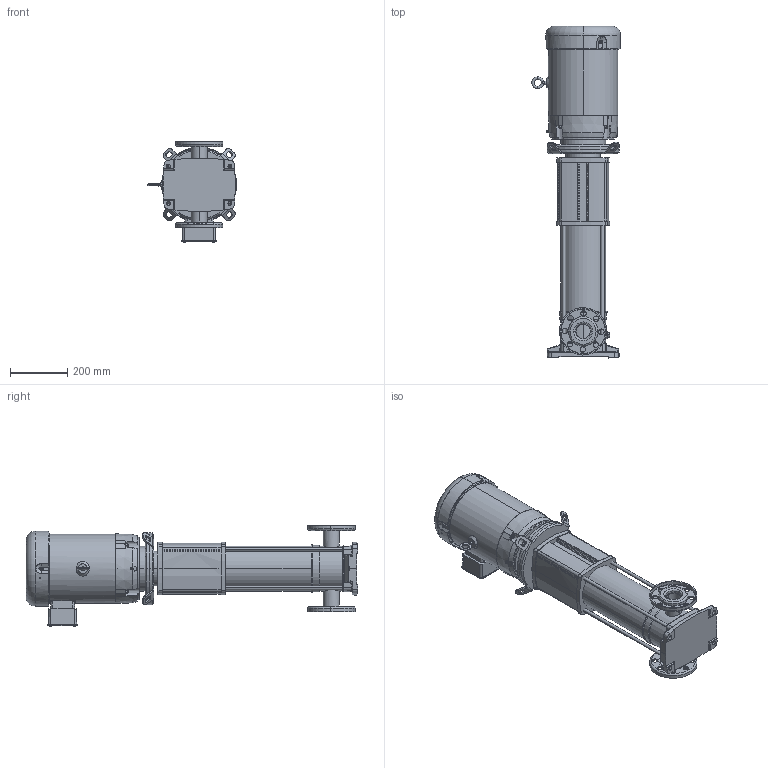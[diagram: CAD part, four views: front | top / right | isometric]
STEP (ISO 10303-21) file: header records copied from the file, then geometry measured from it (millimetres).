
FILE_DESCRIPTION (( 'STEP AP203' ), '1' );
FILE_NAME ('HELIX V80-05_460V.step', '2017-10-26T18:24:14', ( '' ), ( '' ), 'SwSTEP 2.0', 'SolidWorks 2017', '' );
FILE_SCHEMA (( 'CONFIG_CONTROL_DESIGN' ));
Length unit declared in the file: inch
Products named in the file (5): HELIX V80-05_460V; Helix Base 50-80; BALDOR NEMA V2 10HP_4; HELIX V80-05; ANSI Flange 2 IN
Assembly tree (5 placements, depth 2):
  HELIX V80-05_460V
    HELIX V80-05
    BALDOR NEMA V2 10HP_4
    ANSI Flange 2 IN  x2
    Helix Base 50-80
Bounding box: 307.74 x 1156.75 x 353.07 mm (x, y, z)
Volume: 32532696.1 mm3; surface area: 2041472.9 mm2
Topology: 15 solids, 15 shells, 1851 faces, 4955 edges, 3197 vertices
Faces by surface type: plane 926, cylinder 389, cone 203, bspline 130, sphere 113, torus 90
Entity records: 77365 total; most frequent: CARTESIAN_POINT 33884, ORIENTED_EDGE 9648, DIRECTION 7729, EDGE_CURVE 4824, VERTEX_POINT 3123, AXIS2_PLACEMENT_3D 2670, LINE 2389, VECTOR 2389
